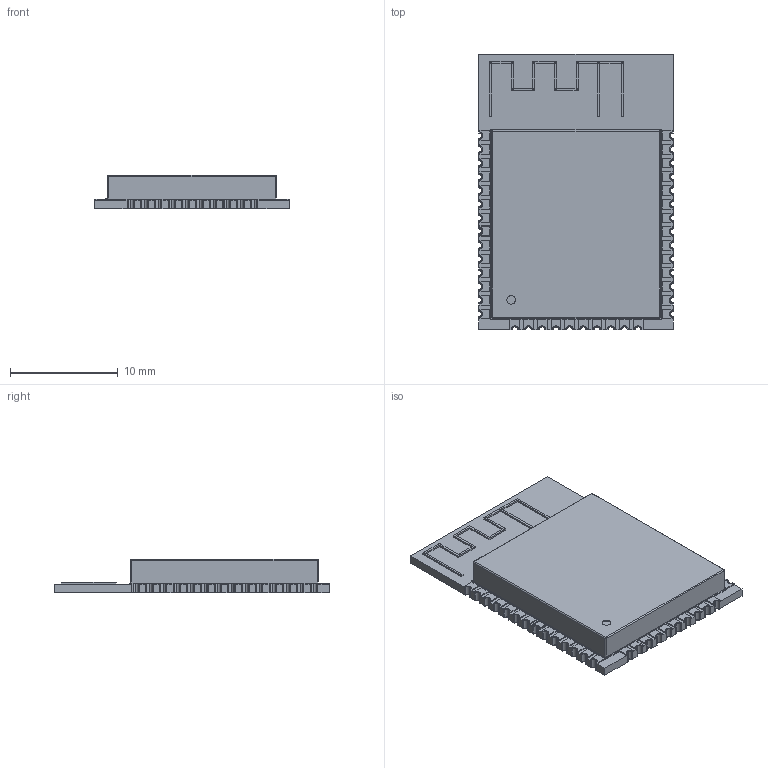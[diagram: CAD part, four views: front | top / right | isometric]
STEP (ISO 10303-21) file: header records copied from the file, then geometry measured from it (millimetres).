
FILE_DESCRIPTION(('FreeCAD Model'),'2;1');
FILE_NAME('ESP32-WROOM-32.step','2018-07-29T16:42:26',('kicad StepUp'),('ksu MCAD' ),'Open CASCADE STEP processor 7.1','FreeCAD','Unknown');
FILE_SCHEMA(('AUTOMOTIVE_DESIGN { 1 0 10303 214 1 1 1 1 }'));
Length unit declared in the file: millimetre
Products named in the file (1): ESP32-WROOM-32
Bounding box: 18 x 25.5 x 3.1 mm (x, y, z)
Volume: 993 mm3; surface area: 1164.1 mm2
Topology: 1 solids, 2 shells, 751 faces, 1954 edges, 1206 vertices
Faces by surface type: plane 661, cylinder 86, sphere 4
Full cylindrical faces by diameter (mm): 0.8 x2
Entity records: 27760 total; most frequent: CARTESIAN_POINT 3908, ORIENTED_EDGE 3900, DIRECTION 3856, EDGE_CURVE 1950, LINE 1548, VECTOR 1548, VERTEX_POINT 1206, AXIS2_PLACEMENT_3D 1154
